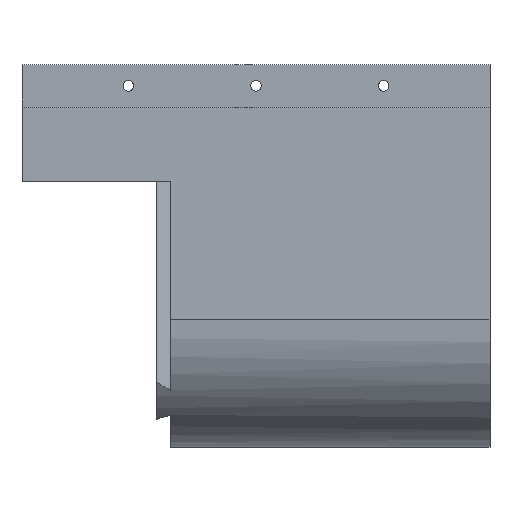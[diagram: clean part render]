
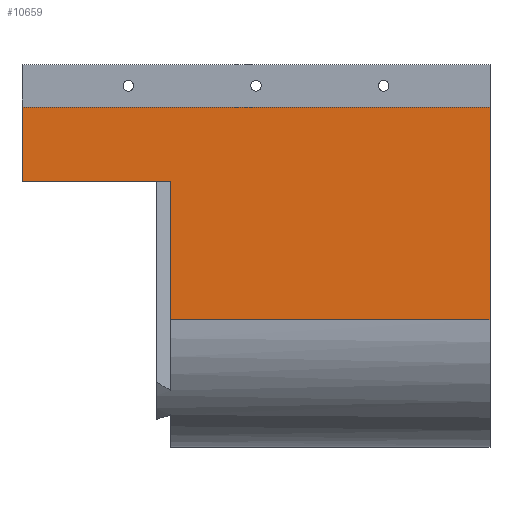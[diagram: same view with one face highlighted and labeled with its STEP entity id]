
A CAD part, left-side view. The second image highlights one B-rep face of the part: STEP entity #10659.
In plain terms, the highlighted planar face has unit normal (-1, 0, 0).
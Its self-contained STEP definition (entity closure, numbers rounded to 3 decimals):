
#272=PLANE('',#11977);
#649=LINE('',#16632,#1311);
#658=LINE('',#16652,#1320);
#661=LINE('',#16656,#1323);
#662=LINE('',#16659,#1324);
#1120=LINE('',#22994,#1782);
#1122=LINE('',#22997,#1784);
#1311=VECTOR('',#12787,10.);
#1320=VECTOR('',#12806,10.);
#1323=VECTOR('',#12811,10.);
#1324=VECTOR('',#12814,10.);
#1782=VECTOR('',#15214,10.);
#1784=VECTOR('',#15218,10.);
#2757=FACE_OUTER_BOUND('',#3472,.T.);
#3472=EDGE_LOOP('',(#9750,#9751,#9752,#9753,#9754,#9755));
#4489=VERTEX_POINT('',#16629);
#4490=VERTEX_POINT('',#16631);
#4495=VERTEX_POINT('',#16649);
#4496=VERTEX_POINT('',#16651);
#4497=VERTEX_POINT('',#16658);
#5128=VERTEX_POINT('',#22993);
#5511=EDGE_CURVE('',#4489,#4490,#649,.T.);
#5521=EDGE_CURVE('',#4495,#4496,#658,.T.);
#5524=EDGE_CURVE('',#4490,#4495,#661,.T.);
#5525=EDGE_CURVE('',#4496,#4497,#662,.T.);
#6690=EDGE_CURVE('',#5128,#4497,#1120,.T.);
#6692=EDGE_CURVE('',#5128,#4489,#1122,.T.);
#9750=ORIENTED_EDGE('',*,*,#5511,.F.);
#9751=ORIENTED_EDGE('',*,*,#6692,.F.);
#9752=ORIENTED_EDGE('',*,*,#6690,.T.);
#9753=ORIENTED_EDGE('',*,*,#5525,.F.);
#9754=ORIENTED_EDGE('',*,*,#5521,.F.);
#9755=ORIENTED_EDGE('',*,*,#5524,.F.);
#10659=ADVANCED_FACE('',(#2757),#272,.T.);
#11977=AXIS2_PLACEMENT_3D('',#22996,#15216,#15217);
#12787=DIRECTION('',(0.,1.,0.));
#12806=DIRECTION('',(0.,1.,0.));
#12811=DIRECTION('',(0.,0.,1.));
#12814=DIRECTION('',(0.,0.,1.));
#15214=DIRECTION('',(0.,1.,0.));
#15216=DIRECTION('center_axis',(-1.,0.,0.));
#15217=DIRECTION('ref_axis',(0.,0.,1.));
#15218=DIRECTION('',(0.,0.,-1.));
#16629=CARTESIAN_POINT('',(-57.5,-75.,-30.));
#16631=CARTESIAN_POINT('',(-57.5,75.,-30.));
#16632=CARTESIAN_POINT('',(-57.5,0.,-30.));
#16649=CARTESIAN_POINT('',(-57.5,75.,35.));
#16651=CARTESIAN_POINT('',(-57.5,145.,35.));
#16652=CARTESIAN_POINT('',(-57.5,75.,35.));
#16656=CARTESIAN_POINT('',(-57.5,75.,-90.));
#16658=CARTESIAN_POINT('',(-57.5,145.,70.));
#16659=CARTESIAN_POINT('',(-57.5,145.,-30.));
#22993=CARTESIAN_POINT('',(-57.5,-75.,70.));
#22994=CARTESIAN_POINT('',(-57.5,-37.5,70.));
#22996=CARTESIAN_POINT('Origin',(-57.5,0.,-30.));
#22997=CARTESIAN_POINT('',(-57.5,-75.,-90.));
